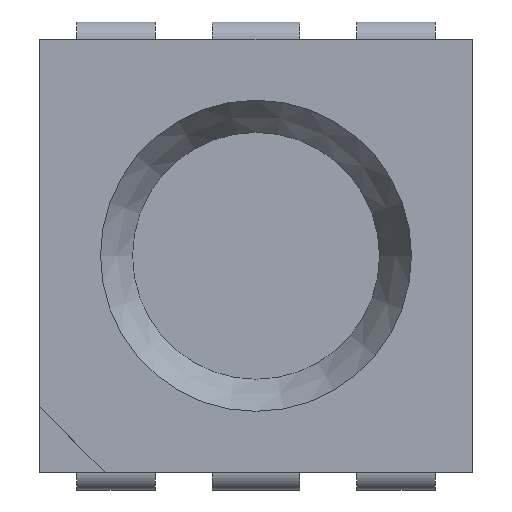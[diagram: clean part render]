
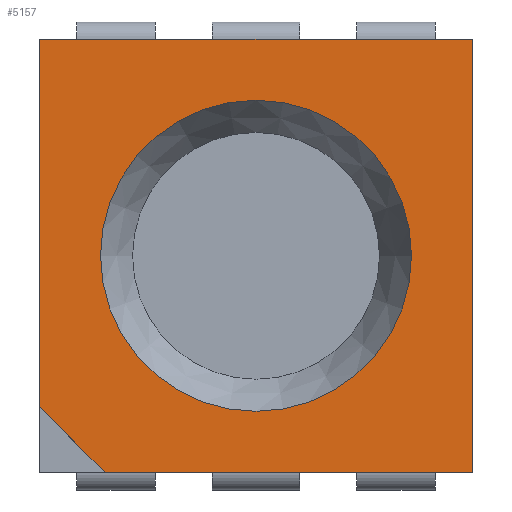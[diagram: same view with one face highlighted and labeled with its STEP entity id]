
A CAD part, top view. The second image highlights one B-rep face of the part: STEP entity #5157.
In plain terms, the highlighted planar face has unit normal (0, 0, 1).
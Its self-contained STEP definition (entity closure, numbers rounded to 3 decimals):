
#490 = PLANE('',#491);
#491 = AXIS2_PLACEMENT_3D('',#492,#493,#494);
#492 = CARTESIAN_POINT('',(2.475,2.475,1.5));
#493 = DIRECTION('',(0.,-1.,0.));
#494 = DIRECTION('',(1.,0.,0.));
#647 = PLANE('',#648);
#648 = AXIS2_PLACEMENT_3D('',#649,#650,#651);
#649 = CARTESIAN_POINT('',(2.475,-2.475,1.5));
#650 = DIRECTION('',(-1.,0.,0.));
#651 = DIRECTION('',(0.,-1.,0.));
#675 = PLANE('',#676);
#676 = AXIS2_PLACEMENT_3D('',#677,#678,#679);
#677 = CARTESIAN_POINT('',(-2.475,-2.475,1.5));
#678 = DIRECTION('',(0.,1.,0.));
#679 = DIRECTION('',(0.,0.,-1.));
#1090 = PLANE('',#1091);
#1091 = AXIS2_PLACEMENT_3D('',#1092,#1093,#1094);
#1092 = CARTESIAN_POINT('',(-2.475,2.475,1.5));
#1093 = DIRECTION('',(1.,0.,0.));
#1094 = DIRECTION('',(0.,1.,0.));
#1628 = VERTEX_POINT('',#1629);
#1629 = CARTESIAN_POINT('',(2.475,2.475,1.5));
#1910 = VERTEX_POINT('',#1911);
#1911 = CARTESIAN_POINT('',(-2.475,2.475,1.5));
#1932 = EDGE_CURVE('',#1628,#1910,#1933,.T.);
#1933 = SURFACE_CURVE('',#1934,(#1938,#1945),.PCURVE_S1.);
#1934 = LINE('',#1935,#1936);
#1935 = CARTESIAN_POINT('',(2.475,2.475,1.5));
#1936 = VECTOR('',#1937,1.);
#1937 = DIRECTION('',(-1.,0.,0.));
#1938 = PCURVE('',#490,#1939);
#1939 = DEFINITIONAL_REPRESENTATION('',(#1940),#1944);
#1940 = LINE('',#1941,#1942);
#1941 = CARTESIAN_POINT('',(0.,0.));
#1942 = VECTOR('',#1943,1.);
#1943 = DIRECTION('',(-1.,0.));
#1944 = ( GEOMETRIC_REPRESENTATION_CONTEXT(2) 
PARAMETRIC_REPRESENTATION_CONTEXT() REPRESENTATION_CONTEXT('2D SPACE',''
  ) );
#1945 = PCURVE('',#1946,#1951);
#1946 = PLANE('',#1947);
#1947 = AXIS2_PLACEMENT_3D('',#1948,#1949,#1950);
#1948 = CARTESIAN_POINT('',(0.,0.,1.5));
#1949 = DIRECTION('',(0.,0.,1.));
#1950 = DIRECTION('',(-1.,0.,0.));
#1951 = DEFINITIONAL_REPRESENTATION('',(#1952),#1956);
#1952 = LINE('',#1953,#1954);
#1953 = CARTESIAN_POINT('',(-2.475,-2.475));
#1954 = VECTOR('',#1955,1.);
#1955 = DIRECTION('',(1.,0.));
#1956 = ( GEOMETRIC_REPRESENTATION_CONTEXT(2) 
PARAMETRIC_REPRESENTATION_CONTEXT() REPRESENTATION_CONTEXT('2D SPACE',''
  ) );
#2424 = VERTEX_POINT('',#2425);
#2425 = CARTESIAN_POINT('',(2.475,-2.475,1.5));
#2448 = EDGE_CURVE('',#2424,#1628,#2449,.T.);
#2449 = SURFACE_CURVE('',#2450,(#2454,#2461),.PCURVE_S1.);
#2450 = LINE('',#2451,#2452);
#2451 = CARTESIAN_POINT('',(2.475,-2.475,1.5));
#2452 = VECTOR('',#2453,1.);
#2453 = DIRECTION('',(0.,1.,0.));
#2454 = PCURVE('',#647,#2455);
#2455 = DEFINITIONAL_REPRESENTATION('',(#2456),#2460);
#2456 = LINE('',#2457,#2458);
#2457 = CARTESIAN_POINT('',(0.,0.));
#2458 = VECTOR('',#2459,1.);
#2459 = DIRECTION('',(-1.,0.));
#2460 = ( GEOMETRIC_REPRESENTATION_CONTEXT(2) 
PARAMETRIC_REPRESENTATION_CONTEXT() REPRESENTATION_CONTEXT('2D SPACE',''
  ) );
#2461 = PCURVE('',#1946,#2462);
#2462 = DEFINITIONAL_REPRESENTATION('',(#2463),#2467);
#2463 = LINE('',#2464,#2465);
#2464 = CARTESIAN_POINT('',(-2.475,2.475));
#2465 = VECTOR('',#2466,1.);
#2466 = DIRECTION('',(0.,-1.));
#2467 = ( GEOMETRIC_REPRESENTATION_CONTEXT(2) 
PARAMETRIC_REPRESENTATION_CONTEXT() REPRESENTATION_CONTEXT('2D SPACE',''
  ) );
#2758 = EDGE_CURVE('',#2759,#2424,#2761,.T.);
#2759 = VERTEX_POINT('',#2760);
#2760 = CARTESIAN_POINT('',(-1.725,-2.475,1.5));
#2761 = SURFACE_CURVE('',#2762,(#2766,#2773),.PCURVE_S1.);
#2762 = LINE('',#2763,#2764);
#2763 = CARTESIAN_POINT('',(-2.475,-2.475,1.5));
#2764 = VECTOR('',#2765,1.);
#2765 = DIRECTION('',(1.,0.,0.));
#2766 = PCURVE('',#675,#2767);
#2767 = DEFINITIONAL_REPRESENTATION('',(#2768),#2772);
#2768 = LINE('',#2769,#2770);
#2769 = CARTESIAN_POINT('',(0.,0.));
#2770 = VECTOR('',#2771,1.);
#2771 = DIRECTION('',(0.,-1.));
#2772 = ( GEOMETRIC_REPRESENTATION_CONTEXT(2) 
PARAMETRIC_REPRESENTATION_CONTEXT() REPRESENTATION_CONTEXT('2D SPACE',''
  ) );
#2773 = PCURVE('',#1946,#2774);
#2774 = DEFINITIONAL_REPRESENTATION('',(#2775),#2779);
#2775 = LINE('',#2776,#2777);
#2776 = CARTESIAN_POINT('',(2.475,2.475));
#2777 = VECTOR('',#2778,1.);
#2778 = DIRECTION('',(-1.,0.));
#2779 = ( GEOMETRIC_REPRESENTATION_CONTEXT(2) 
PARAMETRIC_REPRESENTATION_CONTEXT() REPRESENTATION_CONTEXT('2D SPACE',''
  ) );
#2797 = PLANE('',#2798);
#2798 = AXIS2_PLACEMENT_3D('',#2799,#2800,#2801);
#2799 = CARTESIAN_POINT('',(-1.725,-2.475,1.1));
#2800 = DIRECTION('',(0.707,0.707,0.));
#2801 = DIRECTION('',(-0.707,0.707,0.));
#4248 = VERTEX_POINT('',#4249);
#4249 = CARTESIAN_POINT('',(-2.475,-1.725,1.5));
#4270 = EDGE_CURVE('',#1910,#4248,#4271,.T.);
#4271 = SURFACE_CURVE('',#4272,(#4276,#4283),.PCURVE_S1.);
#4272 = LINE('',#4273,#4274);
#4273 = CARTESIAN_POINT('',(-2.475,2.475,1.5));
#4274 = VECTOR('',#4275,1.);
#4275 = DIRECTION('',(0.,-1.,0.));
#4276 = PCURVE('',#1090,#4277);
#4277 = DEFINITIONAL_REPRESENTATION('',(#4278),#4282);
#4278 = LINE('',#4279,#4280);
#4279 = CARTESIAN_POINT('',(0.,0.));
#4280 = VECTOR('',#4281,1.);
#4281 = DIRECTION('',(-1.,0.));
#4282 = ( GEOMETRIC_REPRESENTATION_CONTEXT(2) 
PARAMETRIC_REPRESENTATION_CONTEXT() REPRESENTATION_CONTEXT('2D SPACE',''
  ) );
#4283 = PCURVE('',#1946,#4284);
#4284 = DEFINITIONAL_REPRESENTATION('',(#4285),#4289);
#4285 = LINE('',#4286,#4287);
#4286 = CARTESIAN_POINT('',(2.475,-2.475));
#4287 = VECTOR('',#4288,1.);
#4288 = DIRECTION('',(0.,1.));
#4289 = ( GEOMETRIC_REPRESENTATION_CONTEXT(2) 
PARAMETRIC_REPRESENTATION_CONTEXT() REPRESENTATION_CONTEXT('2D SPACE',''
  ) );
#5157 = ADVANCED_FACE('',(#5158,#5185),#1946,.T.);
#5158 = FACE_BOUND('',#5159,.T.);
#5159 = EDGE_LOOP('',(#5160,#5181,#5182,#5183,#5184));
#5160 = ORIENTED_EDGE('',*,*,#5161,.F.);
#5161 = EDGE_CURVE('',#2759,#4248,#5162,.T.);
#5162 = SURFACE_CURVE('',#5163,(#5167,#5174),.PCURVE_S1.);
#5163 = LINE('',#5164,#5165);
#5164 = CARTESIAN_POINT('',(-1.725,-2.475,1.5));
#5165 = VECTOR('',#5166,1.);
#5166 = DIRECTION('',(-0.707,0.707,0.));
#5167 = PCURVE('',#1946,#5168);
#5168 = DEFINITIONAL_REPRESENTATION('',(#5169),#5173);
#5169 = LINE('',#5170,#5171);
#5170 = CARTESIAN_POINT('',(1.725,2.475));
#5171 = VECTOR('',#5172,1.);
#5172 = DIRECTION('',(0.707,-0.707));
#5173 = ( GEOMETRIC_REPRESENTATION_CONTEXT(2) 
PARAMETRIC_REPRESENTATION_CONTEXT() REPRESENTATION_CONTEXT('2D SPACE',''
  ) );
#5174 = PCURVE('',#2797,#5175);
#5175 = DEFINITIONAL_REPRESENTATION('',(#5176),#5180);
#5176 = LINE('',#5177,#5178);
#5177 = CARTESIAN_POINT('',(0.,0.4));
#5178 = VECTOR('',#5179,1.);
#5179 = DIRECTION('',(1.,0.));
#5180 = ( GEOMETRIC_REPRESENTATION_CONTEXT(2) 
PARAMETRIC_REPRESENTATION_CONTEXT() REPRESENTATION_CONTEXT('2D SPACE',''
  ) );
#5181 = ORIENTED_EDGE('',*,*,#2758,.T.);
#5182 = ORIENTED_EDGE('',*,*,#2448,.T.);
#5183 = ORIENTED_EDGE('',*,*,#1932,.T.);
#5184 = ORIENTED_EDGE('',*,*,#4270,.T.);
#5185 = FACE_BOUND('',#5186,.T.);
#5186 = EDGE_LOOP('',(#5187));
#5187 = ORIENTED_EDGE('',*,*,#5188,.F.);
#5188 = EDGE_CURVE('',#5189,#5189,#5191,.T.);
#5189 = VERTEX_POINT('',#5190);
#5190 = CARTESIAN_POINT('',(1.778,0.,1.5));
#5191 = SURFACE_CURVE('',#5192,(#5197,#5204),.PCURVE_S1.);
#5192 = CIRCLE('',#5193,1.778);
#5193 = AXIS2_PLACEMENT_3D('',#5194,#5195,#5196);
#5194 = CARTESIAN_POINT('',(0.,0.,1.5));
#5195 = DIRECTION('',(0.,0.,1.));
#5196 = DIRECTION('',(1.,0.,-0.));
#5197 = PCURVE('',#1946,#5198);
#5198 = DEFINITIONAL_REPRESENTATION('',(#5199),#5203);
#5199 = CIRCLE('',#5200,1.778);
#5200 = AXIS2_PLACEMENT_2D('',#5201,#5202);
#5201 = CARTESIAN_POINT('',(0.,0.));
#5202 = DIRECTION('',(-1.,0.));
#5203 = ( GEOMETRIC_REPRESENTATION_CONTEXT(2) 
PARAMETRIC_REPRESENTATION_CONTEXT() REPRESENTATION_CONTEXT('2D SPACE',''
  ) );
#5204 = PCURVE('',#5205,#5210);
#5205 = CONICAL_SURFACE('',#5206,1.778,0.524);
#5206 = AXIS2_PLACEMENT_3D('',#5207,#5208,#5209);
#5207 = CARTESIAN_POINT('',(0.,0.,1.5));
#5208 = DIRECTION('',(0.,0.,1.));
#5209 = DIRECTION('',(1.,0.,-0.));
#5210 = DEFINITIONAL_REPRESENTATION('',(#5211),#5214);
#5211 = B_SPLINE_CURVE_WITH_KNOTS('',1,(#5212,#5213),.UNSPECIFIED.,.F.,
  .F.,(2,2),(0.,6.283),.PIECEWISE_BEZIER_KNOTS.);
#5212 = CARTESIAN_POINT('',(0.,0.));
#5213 = CARTESIAN_POINT('',(6.283,0.));
#5214 = ( GEOMETRIC_REPRESENTATION_CONTEXT(2) 
PARAMETRIC_REPRESENTATION_CONTEXT() REPRESENTATION_CONTEXT('2D SPACE',''
  ) );
